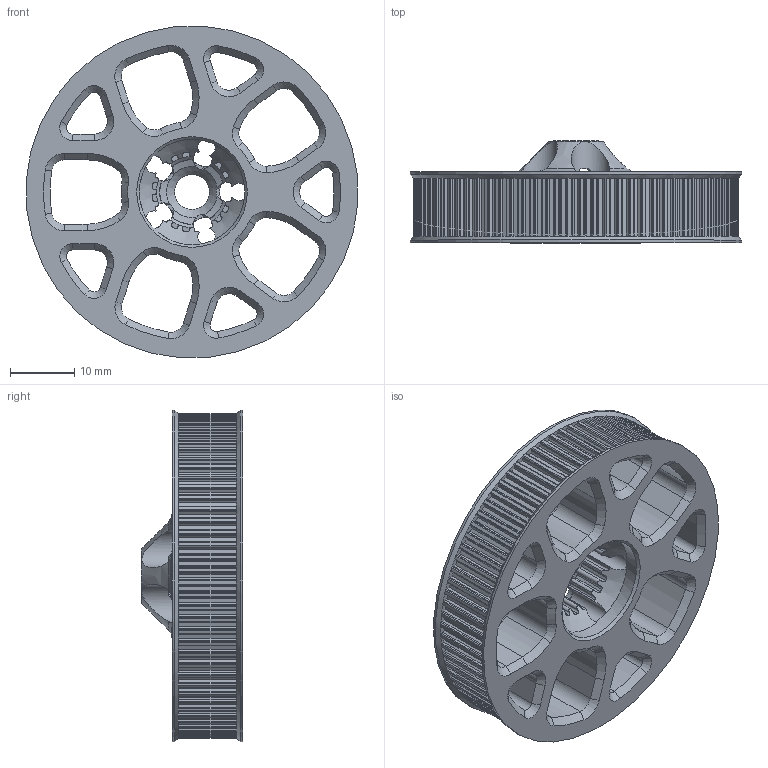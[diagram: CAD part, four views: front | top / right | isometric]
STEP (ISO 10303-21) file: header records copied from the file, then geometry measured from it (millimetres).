
FILE_DESCRIPTION(/* description */ (''),/* implementation_level */ '2;1');
FILE_NAME(/* name */ '[a]_M4_80T_Wheel_for_stupid_20T_pulleys.step',/* time_stamp */ '2024-05-21T17:37:48-05:00',/* author */ (''),/* organization */ (''),/* preprocessor_version */ 'ST-DEVELOPER v20',/* originating_system */ 'Autodesk Translation Framework v12.20.1.177',/* authorisation */ '');
FILE_SCHEMA (('AUTOMOTIVE_DESIGN { 1 0 10303 214 3 1 1 }'));
Length unit declared in the file: millimetre
Products named in the file (1): [a]_M4_80T_Wheel
Bounding box: 51.51 x 15.8 x 51.51 mm (x, y, z)
Volume: 12593.9 mm3; surface area: 9078.2 mm2
Topology: 1 solids, 1 shells, 1257 faces, 3307 edges, 2038 vertices
Faces by surface type: plane 823, cylinder 250, cone 89, torus 65, bspline 30
Full cylindrical faces by diameter (mm): 5.4 x1, 8.6 x1, 16.4 x1, 51.63 x2
Entity records: 40261 total; most frequent: CARTESIAN_POINT 9200, ORIENTED_EDGE 6614, DIRECTION 6421, EDGE_CURVE 3307, LINE 2189, VECTOR 2189, AXIS2_PLACEMENT_3D 2116, VERTEX_POINT 2038
